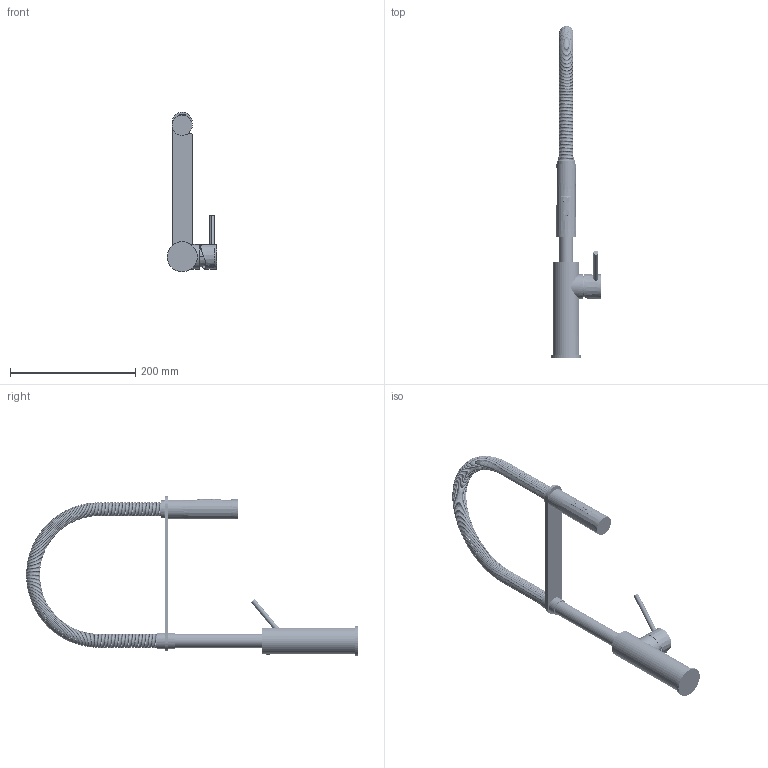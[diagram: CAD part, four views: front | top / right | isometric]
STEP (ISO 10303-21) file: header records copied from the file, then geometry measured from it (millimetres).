
FILE_DESCRIPTION((''),'2;1');
FILE_NAME('LIG179CR','2021-01-14T15:08:55',('ut3'),('PAFFONI SpA'),'CREO PARAMETRIC BY PTC INC, 2020044','CREO PARAMETRIC BY PTC INC, 2020044','');
FILE_SCHEMA(('CONFIG_CONTROL_DESIGN','SHAPE_APPEARANCE_LAYERS_GROUPS'));
Products named in the file (1): LIG179CR
Bounding box: 79.15 x 530.12 x 255 mm (x, y, z)
Volume: 492064.2 mm3; surface area: 175626.6 mm2
Topology: 1 solids, 1 shells, 353 faces, 848 edges, 503 vertices
Faces by surface type: bspline 122, plane 97, cylinder 92, cone 26, torus 12, sphere 4
Entity records: 118184 total; most frequent: CARTESIAN_POINT 108316, ORIENTED_EDGE 1684, DIRECTION 1122, EDGE_CURVE 842, VERTEX_POINT 503, AXIS2_PLACEMENT_3D 414, FILL_AREA_STYLE_COLOUR 386, FILL_AREA_STYLE 386
